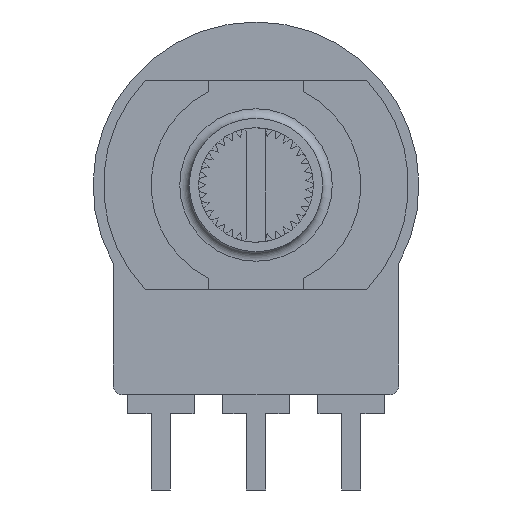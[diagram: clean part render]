
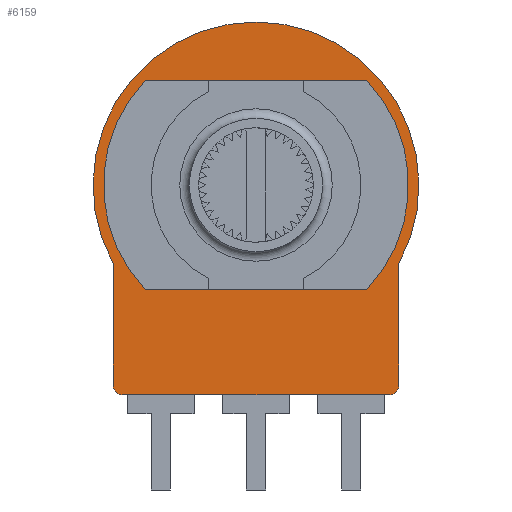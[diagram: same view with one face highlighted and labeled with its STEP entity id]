
A CAD part, front view. The second image highlights one B-rep face of the part: STEP entity #6159.
In plain terms, the highlighted planar face has unit normal (0, -1, 0).
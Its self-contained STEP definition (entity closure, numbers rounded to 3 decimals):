
#19=FACE_BOUND('',#671,.T.);
#64=PLANE('',#6501);
#358=FACE_OUTER_BOUND('',#670,.T.);
#670=EDGE_LOOP('',(#4250,#4251,#4252,#4253,#4254,#4255));
#671=EDGE_LOOP('',(#4256,#4257,#4258,#4259));
#956=LINE('',#8651,#1668);
#1015=LINE('',#8772,#1727);
#1020=LINE('',#8781,#1732);
#1056=LINE('',#8858,#1768);
#1060=LINE('',#8874,#1772);
#1668=VECTOR('',#6965,1000.);
#1727=VECTOR('',#7062,1000.);
#1732=VECTOR('',#7069,1000.);
#1768=VECTOR('',#7143,1000.);
#1772=VECTOR('',#7163,1000.);
#2369=CIRCLE('',#6443,8.);
#2370=CIRCLE('',#6445,0.5);
#2378=CIRCLE('',#6476,8.);
#2379=CIRCLE('',#6494,8.55);
#2384=CIRCLE('',#6502,0.5);
#2543=VERTEX_POINT('',#8612);
#2544=VERTEX_POINT('',#8614);
#2545=VERTEX_POINT('',#8618);
#2546=VERTEX_POINT('',#8619);
#2558=VERTEX_POINT('',#8650);
#2601=VERTEX_POINT('',#8771);
#2604=VERTEX_POINT('',#8779);
#2625=VERTEX_POINT('',#8856);
#2626=VERTEX_POINT('',#8857);
#2627=VERTEX_POINT('',#8862);
#3129=EDGE_CURVE('',#2543,#2544,#2369,.T.);
#3131=EDGE_CURVE('',#2545,#2546,#2370,.T.);
#3146=EDGE_CURVE('',#2546,#2558,#956,.T.);
#3208=EDGE_CURVE('',#2544,#2601,#1015,.T.);
#3213=EDGE_CURVE('',#2604,#2543,#1020,.T.);
#3221=EDGE_CURVE('',#2601,#2604,#2378,.T.);
#3250=EDGE_CURVE('',#2625,#2626,#1056,.T.);
#3254=EDGE_CURVE('',#2626,#2627,#2379,.T.);
#3259=EDGE_CURVE('',#2627,#2545,#1060,.T.);
#3260=EDGE_CURVE('',#2558,#2625,#2384,.T.);
#4250=ORIENTED_EDGE('',*,*,#3259,.T.);
#4251=ORIENTED_EDGE('',*,*,#3131,.T.);
#4252=ORIENTED_EDGE('',*,*,#3146,.T.);
#4253=ORIENTED_EDGE('',*,*,#3260,.T.);
#4254=ORIENTED_EDGE('',*,*,#3250,.T.);
#4255=ORIENTED_EDGE('',*,*,#3254,.T.);
#4256=ORIENTED_EDGE('',*,*,#3208,.F.);
#4257=ORIENTED_EDGE('',*,*,#3129,.F.);
#4258=ORIENTED_EDGE('',*,*,#3213,.F.);
#4259=ORIENTED_EDGE('',*,*,#3221,.F.);
#6159=ADVANCED_FACE('',(#358,#19),#64,.T.);
#6443=AXIS2_PLACEMENT_3D('',#8615,#6932,#6933);
#6445=AXIS2_PLACEMENT_3D('',#8620,#6937,#6938);
#6476=AXIS2_PLACEMENT_3D('',#8796,#7081,#7082);
#6494=AXIS2_PLACEMENT_3D('',#8864,#7149,#7150);
#6501=AXIS2_PLACEMENT_3D('',#8875,#7164,#7165);
#6502=AXIS2_PLACEMENT_3D('',#8876,#7166,#7167);
#6932=DIRECTION('center_axis',(0.,-1.,0.));
#6933=DIRECTION('ref_axis',(0.,0.,1.));
#6937=DIRECTION('center_axis',(0.,-1.,0.));
#6938=DIRECTION('ref_axis',(1.,0.,0.));
#6965=DIRECTION('',(1.,0.,0.));
#7062=DIRECTION('',(1.,0.,0.));
#7069=DIRECTION('',(-1.,0.,0.));
#7081=DIRECTION('center_axis',(0.,-1.,0.));
#7082=DIRECTION('ref_axis',(0.,0.,1.));
#7143=DIRECTION('',(0.,0.,1.));
#7149=DIRECTION('center_axis',(0.,-1.,0.));
#7150=DIRECTION('ref_axis',(0.,0.,-1.));
#7163=DIRECTION('',(0.,0.,-1.));
#7164=DIRECTION('center_axis',(0.,-1.,0.));
#7165=DIRECTION('ref_axis',(1.,0.,0.));
#7166=DIRECTION('center_axis',(0.,-1.,0.));
#7167=DIRECTION('ref_axis',(1.,0.,0.));
#8612=CARTESIAN_POINT('',(-5.809,18.,19.263));
#8614=CARTESIAN_POINT('',(-5.809,18.,8.263));
#8615=CARTESIAN_POINT('Origin',(0.,18.,13.763));
#8618=CARTESIAN_POINT('',(-7.5,18.,3.263));
#8619=CARTESIAN_POINT('',(-7.,18.,2.763));
#8620=CARTESIAN_POINT('Origin',(-7.,18.,3.263));
#8650=CARTESIAN_POINT('',(7.,18.,2.763));
#8651=CARTESIAN_POINT('',(-7.5,18.,2.763));
#8771=CARTESIAN_POINT('',(5.809,18.,8.263));
#8772=CARTESIAN_POINT('',(-5.809,18.,8.263));
#8779=CARTESIAN_POINT('',(5.809,18.,19.263));
#8781=CARTESIAN_POINT('',(-5.809,18.,19.263));
#8796=CARTESIAN_POINT('Origin',(0.,18.,13.763));
#8856=CARTESIAN_POINT('',(7.5,18.,3.263));
#8857=CARTESIAN_POINT('',(7.5,18.,9.657));
#8858=CARTESIAN_POINT('',(7.5,18.,2.763));
#8862=CARTESIAN_POINT('',(-7.5,18.,9.657));
#8864=CARTESIAN_POINT('Origin',(0.,18.,13.763));
#8874=CARTESIAN_POINT('',(-7.5,18.,9.657));
#8875=CARTESIAN_POINT('Origin',(0.,18.,13.763));
#8876=CARTESIAN_POINT('Origin',(7.,18.,3.263));
